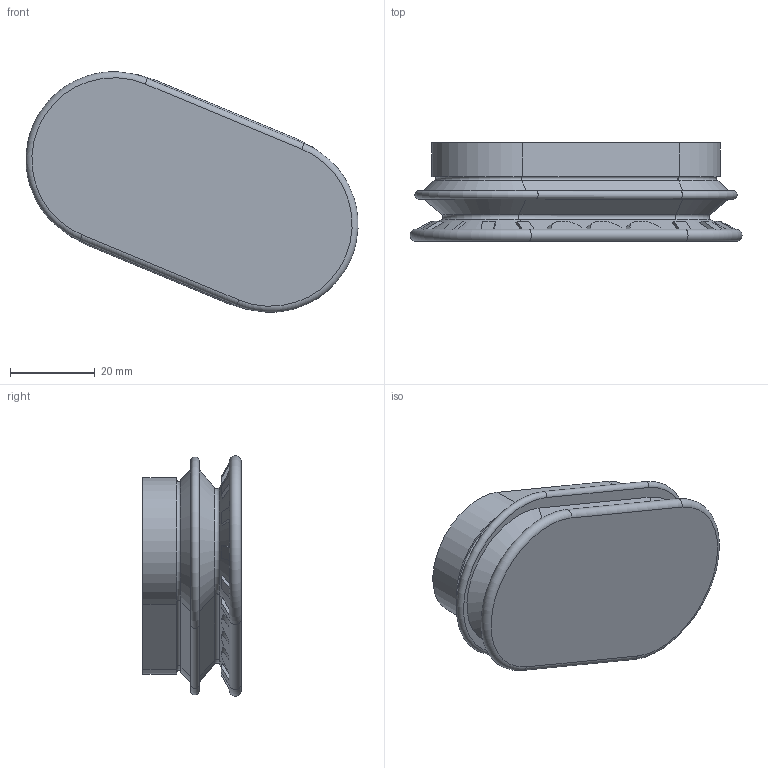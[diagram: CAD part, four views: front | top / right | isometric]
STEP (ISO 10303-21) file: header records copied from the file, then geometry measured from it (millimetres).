
FILE_DESCRIPTION(/* description */ (''),/* implementation_level */ '2;1');
FILE_NAME(/* name */ 'vgf80x40nit.stp',/* time_stamp */ '2020-11-02T11:14:08+01:00',/* author */ ('enginyeria'),/* organization */ (''),/* preprocessor_version */ 'ST-DEVELOPER v17.2',/* originating_system */ 'Autodesk Inventor 2019',/* authorisation */ '');
FILE_SCHEMA (('CONFIG_CONTROL_DESIGN'));
Length unit declared in the file: millimetre
Products named in the file (1): vgf80x40nit_rac25r3-8h
Bounding box: 78.23 x 23.2 x 56.62 mm (x, y, z)
Volume: 46458.8 mm3; surface area: 13412.3 mm2
Topology: 1 solids, 19 shells, 283 faces, 641 edges, 395 vertices
Faces by surface type: plane 233, cone 30, cylinder 12, torus 8
Full cylindrical faces by diameter (mm): 19 x1, 21.6 x1
Entity records: 8146 total; most frequent: CARTESIAN_POINT 1813, DIRECTION 1266, ORIENTED_EDGE 1258, EDGE_CURVE 629, AXIS2_PLACEMENT_3D 441, VERTEX_POINT 389, LINE 384, VECTOR 384
